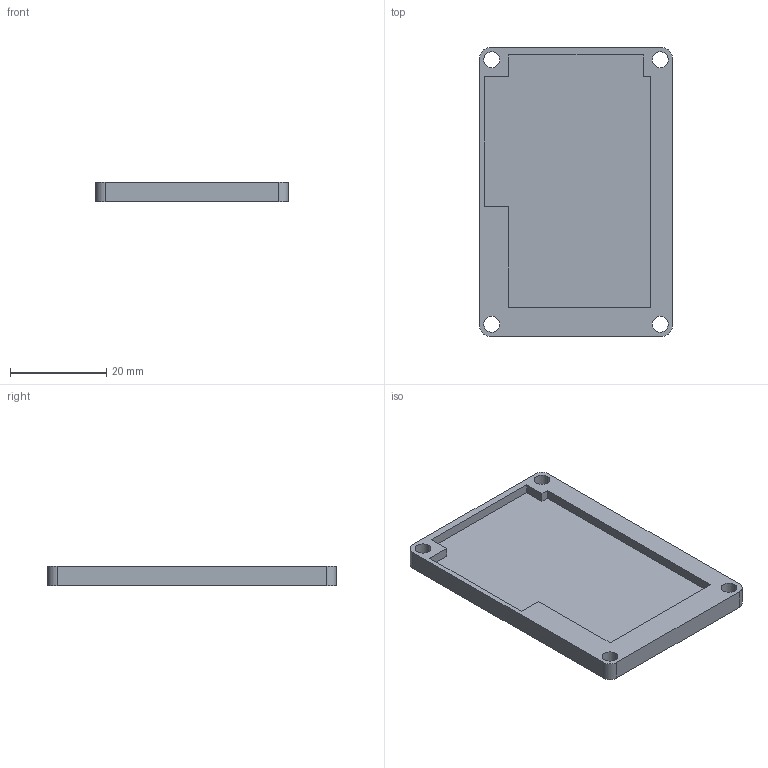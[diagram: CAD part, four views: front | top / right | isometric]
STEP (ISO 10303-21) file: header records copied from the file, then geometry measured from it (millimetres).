
FILE_DESCRIPTION (( 'STEP AP214' ), '1' );
FILE_NAME ('眻脣狟褲.STEP', '2024-04-08T01:32:36', ( 'KS-SZM-001' ), ( '' ), 'SwSTEP 2.0', 'SolidWorks 2023', '' );
FILE_SCHEMA (( 'AUTOMOTIVE_DESIGN' ));
Length unit declared in the file: millimetre
Products named in the file (1): 直插下壳
Bounding box: 39.97 x 59.97 x 4 mm (x, y, z)
Volume: 6083 mm3; surface area: 6019.6 mm2
Topology: 1 solids, 1 shells, 29 faces, 78 edges, 52 vertices
Faces by surface type: plane 17, cylinder 12
Entity records: 955 total; most frequent: DIRECTION 162, CARTESIAN_POINT 160, ORIENTED_EDGE 156, EDGE_CURVE 78, VECTOR 54, LINE 54, AXIS2_PLACEMENT_3D 54, VERTEX_POINT 52
